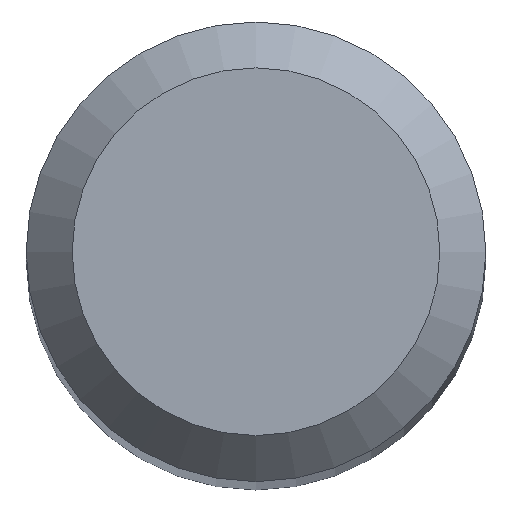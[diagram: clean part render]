
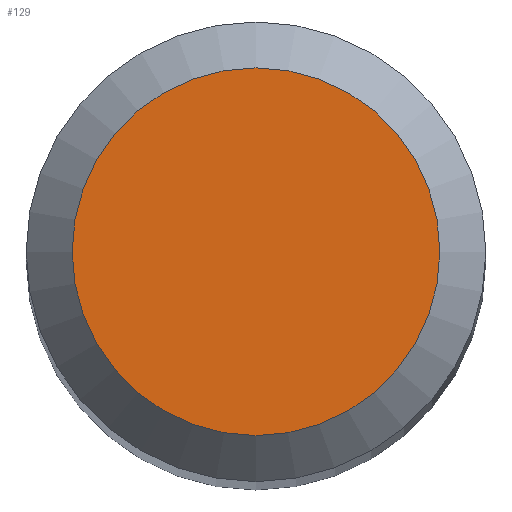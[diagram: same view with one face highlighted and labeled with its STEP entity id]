
A CAD part, top view. The second image highlights one B-rep face of the part: STEP entity #129.
In plain terms, the highlighted planar face has unit normal (0, 0, 1).
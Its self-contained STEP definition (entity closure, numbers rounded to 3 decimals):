
#17 = DIRECTION ( 'NONE',  ( 0., 0., -1. ) ) ;
#34 = AXIS2_PLACEMENT_3D ( 'NONE', #155, #17, #100 ) ;
#62 = EDGE_LOOP ( 'NONE', ( #168 ) ) ;
#84 = CARTESIAN_POINT ( 'NONE',  ( 0., 0., 50. ) ) ;
#89 = EDGE_CURVE ( 'NONE', #111, #111, #109, .T. ) ;
#100 = DIRECTION ( 'NONE',  ( 0., 1., 0. ) ) ;
#102 = DIRECTION ( 'NONE',  ( 0., 1., 0. ) ) ;
#109 = CIRCLE ( 'NONE', #34, 1.6 ) ;
#110 = AXIS2_PLACEMENT_3D ( 'NONE', #84, #220, #102 ) ;
#111 = VERTEX_POINT ( 'NONE', #232 ) ;
#121 = FACE_OUTER_BOUND ( 'NONE', #62, .T. ) ;
#129 = ADVANCED_FACE ( 'NONE', ( #121 ), #208, .F. ) ;
#155 = CARTESIAN_POINT ( 'NONE',  ( 0., 0., 50. ) ) ;
#168 = ORIENTED_EDGE ( 'NONE', *, *, #89, .F. ) ;
#208 = PLANE ( 'NONE',  #110 ) ;
#220 = DIRECTION ( 'NONE',  ( 0., 0., -1. ) ) ;
#232 = CARTESIAN_POINT ( 'NONE',  ( 0., 1.6, 50. ) ) ;
